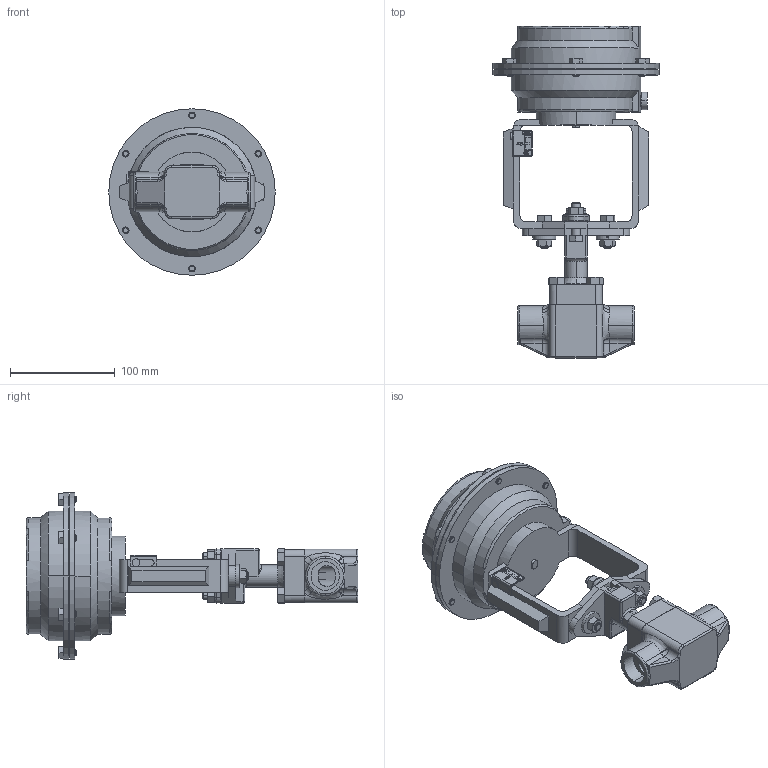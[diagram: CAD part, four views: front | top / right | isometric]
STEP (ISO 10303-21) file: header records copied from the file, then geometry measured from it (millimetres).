
FILE_DESCRIPTION (( 'STEP AP203' ), '1' );
FILE_NAME ('708-075-CS+S6-SW-14M.STEP', '2017-09-13T18:41:32', ( '' ), ( '' ), 'SwSTEP 2.0', 'SolidWorks 2014', '' );
FILE_SCHEMA (( 'CONFIG_CONTROL_DESIGN' ));
Length unit declared in the file: inch
Products named in the file (1): 708-075-CS+S6-SW-14M
Bounding box: 158.75 x 316.42 x 158.75 mm (x, y, z)
Volume: 1453937.5 mm3; surface area: 155835.1 mm2
Topology: 1 solids, 1 shells, 796 faces, 1963 edges, 1212 vertices
Faces by surface type: plane 351, cone 161, cylinder 156, bspline 78, torus 42, sphere 8
Entity records: 31897 total; most frequent: CARTESIAN_POINT 13853, ORIENTED_EDGE 3910, DIRECTION 3467, EDGE_CURVE 1955, AXIS2_PLACEMENT_3D 1277, VERTEX_POINT 1212, LINE 913, VECTOR 913
